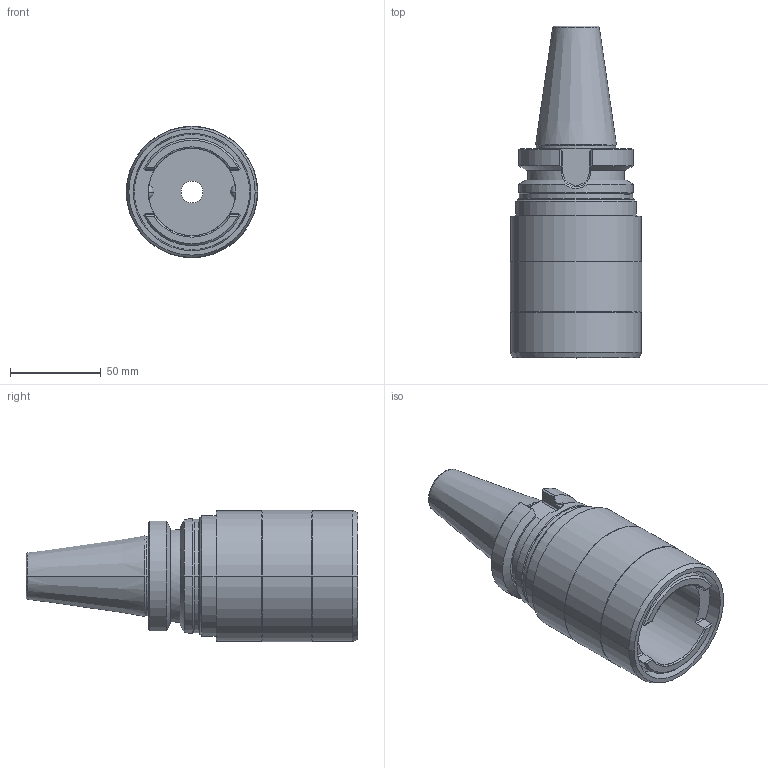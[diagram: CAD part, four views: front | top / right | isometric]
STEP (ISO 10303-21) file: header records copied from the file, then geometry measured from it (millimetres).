
FILE_DESCRIPTION((''),'2;1');
FILE_NAME('21880-40BT','2021-06-15T08:27:11',('046'),(''),'CREO PARAMETRIC BY PTC INC, 2019352','CREO PARAMETRIC BY PTC INC, 2019352','');
FILE_SCHEMA(('CONFIG_CONTROL_DESIGN'));
Length unit declared in the file: millimetre
Products named in the file (1): 21880-40BT
Bounding box: 72.3 x 182.5 x 72.3 mm (x, y, z)
Volume: 372000.6 mm3; surface area: 55889.1 mm2
Topology: 1 solids, 1 shells, 126 faces, 316 edges, 194 vertices
Faces by surface type: cylinder 40, plane 40, cone 30, torus 10, sphere 4, bspline 2
Entity records: 4415 total; most frequent: CARTESIAN_POINT 1415, ORIENTED_EDGE 624, DIRECTION 616, EDGE_CURVE 312, AXIS2_PLACEMENT_3D 240, VERTEX_POINT 194, VECTOR 136, LINE 136
